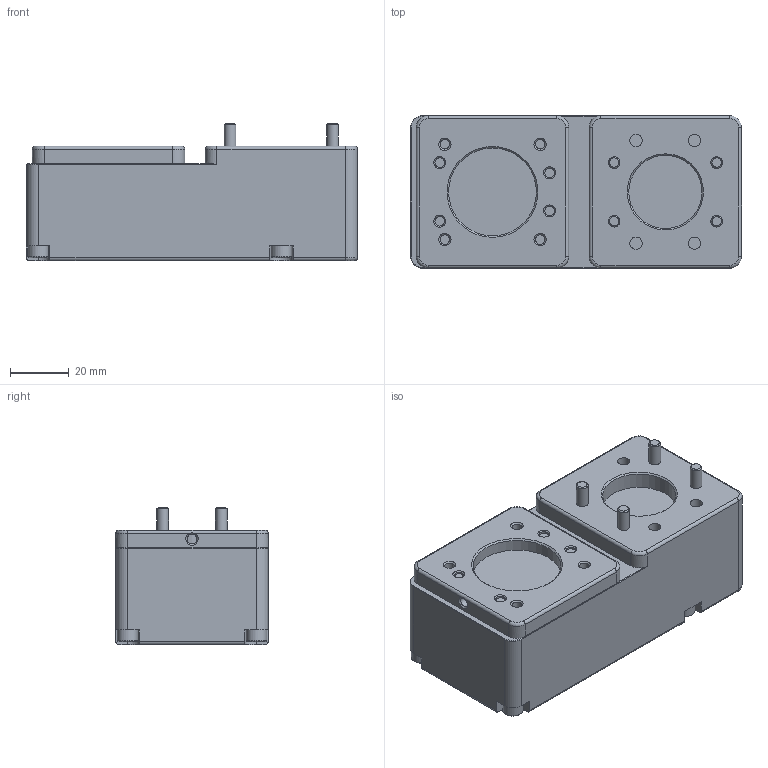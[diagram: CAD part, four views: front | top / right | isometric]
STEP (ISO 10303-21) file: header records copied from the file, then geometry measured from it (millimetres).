
FILE_DESCRIPTION(/* description */ (''),/* implementation_level */ '2;1');
FILE_NAME(/* name */ 'MSD MTV40 T1 1,5 40 X 40.stp',/* time_stamp */ '2019-07-12T11:53:45+02:00',/* author */ ('Hypex'),/* organization */ ('Hypex'),/* preprocessor_version */ 'ST-DEVELOPER v17',/* originating_system */ 'Autodesk Inventor 2018',/* authorisation */ '');
FILE_SCHEMA (('AUTOMOTIVE_DESIGN { 1 0 10303 214 3 1 1 }'));
Length unit declared in the file: millimetre
Products named in the file (1): MSD MTV40 T1 1,5 40 X 40
Bounding box: 113 x 52 x 46.8 mm (x, y, z)
Volume: 217737.2 mm3; surface area: 27662.7 mm2
Topology: 1 solids, 1 shells, 191 faces, 457 edges, 299 vertices
Faces by surface type: plane 96, cylinder 58, cone 22, torus 15
Full cylindrical faces by diameter (mm): 3.242 x5, 3.3 x4, 4 x4, 4.2 x4, 4.917 x4, 7 x5, 25 x1, 30 x1
Entity records: 5638 total; most frequent: DIRECTION 1037, CARTESIAN_POINT 953, ORIENTED_EDGE 912, EDGE_CURVE 456, AXIS2_PLACEMENT_3D 391, VERTEX_POINT 299, LINE 255, VECTOR 255
